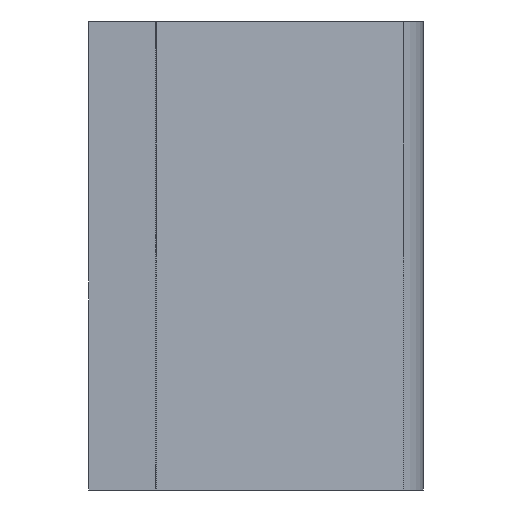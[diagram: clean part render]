
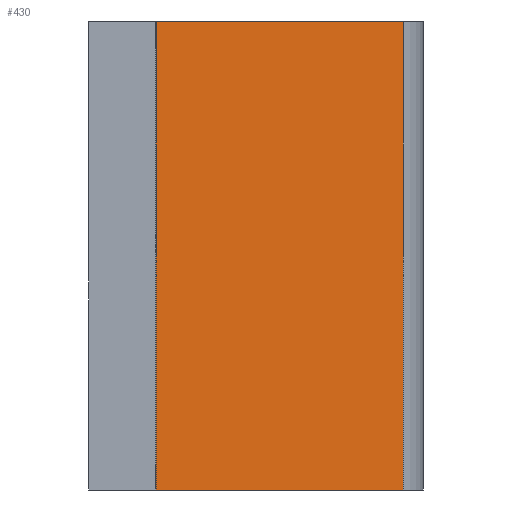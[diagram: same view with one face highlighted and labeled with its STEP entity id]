
A CAD part, left-side view. The second image highlights one B-rep face of the part: STEP entity #430.
In plain terms, the highlighted planar face has unit normal (-0.707, -0.707, 0).
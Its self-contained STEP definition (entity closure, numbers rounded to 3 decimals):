
#227 = DIRECTION ( 'NONE',  ( 0., 0., -1. ) ) ;
#266 = CARTESIAN_POINT ( 'NONE',  ( -332.456, -6.029, 21. ) ) ;
#268 = CARTESIAN_POINT ( 'NONE',  ( -310.272, -28.213, 21. ) ) ;
#302 = DIRECTION ( 'NONE',  ( 0., 0., -1. ) ) ;
#320 = CARTESIAN_POINT ( 'NONE',  ( -310.272, -28.213, 21. ) ) ;
#376 = EDGE_CURVE ( 'NONE', #1963, #1613, #1554, .T. ) ;
#430 = ADVANCED_FACE ( 'NONE', ( #1545 ), #599, .F. ) ;
#452 = EDGE_CURVE ( 'NONE', #1924, #2193, #1487, .T. ) ;
#599 = PLANE ( 'NONE',  #1177 ) ;
#635 = CARTESIAN_POINT ( 'NONE',  ( -334.243, -4.243, 21. ) ) ;
#657 = DIRECTION ( 'NONE',  ( -0.707, 0.707, 0. ) ) ;
#683 = DIRECTION ( 'NONE',  ( 0.707, 0.707, 0. ) ) ;
#695 = DIRECTION ( 'NONE',  ( 0.707, -0.707, 0. ) ) ;
#704 = CARTESIAN_POINT ( 'NONE',  ( -334.243, -4.243, 21. ) ) ;
#740 = CARTESIAN_POINT ( 'NONE',  ( -334.243, -4.243, -21. ) ) ;
#747 = DIRECTION ( 'NONE',  ( 0.707, -0.707, 0. ) ) ;
#913 = EDGE_CURVE ( 'NONE', #1963, #1924, #2529, .T. ) ;
#915 = EDGE_CURVE ( 'NONE', #1613, #2193, #2449, .T. ) ;
#961 = VECTOR ( 'NONE', #747, 1000. ) ;
#1032 = VECTOR ( 'NONE', #227, 1000. ) ;
#1034 = VECTOR ( 'NONE', #302, 1000. ) ;
#1068 = VECTOR ( 'NONE', #695, 1000. ) ;
#1177 = AXIS2_PLACEMENT_3D ( 'NONE', #635, #683, #657 ) ;
#1487 = LINE ( 'NONE', #740, #961 ) ;
#1545 = FACE_OUTER_BOUND ( 'NONE', #2161, .T. ) ;
#1554 = LINE ( 'NONE', #704, #1068 ) ;
#1613 = VERTEX_POINT ( 'NONE', #320 ) ;
#1700 = ORIENTED_EDGE ( 'NONE', *, *, #915, .F. ) ;
#1728 = ORIENTED_EDGE ( 'NONE', *, *, #913, .T. ) ;
#1924 = VERTEX_POINT ( 'NONE', #2401 ) ;
#1963 = VERTEX_POINT ( 'NONE', #2300 ) ;
#2136 = ORIENTED_EDGE ( 'NONE', *, *, #376, .F. ) ;
#2161 = EDGE_LOOP ( 'NONE', ( #2261, #1700, #2136, #1728 ) ) ;
#2193 = VERTEX_POINT ( 'NONE', #2358 ) ;
#2261 = ORIENTED_EDGE ( 'NONE', *, *, #452, .T. ) ;
#2300 = CARTESIAN_POINT ( 'NONE',  ( -332.456, -6.029, 21. ) ) ;
#2358 = CARTESIAN_POINT ( 'NONE',  ( -310.272, -28.213, -21. ) ) ;
#2401 = CARTESIAN_POINT ( 'NONE',  ( -332.456, -6.029, -21. ) ) ;
#2449 = LINE ( 'NONE', #268, #1034 ) ;
#2529 = LINE ( 'NONE', #266, #1032 ) ;
